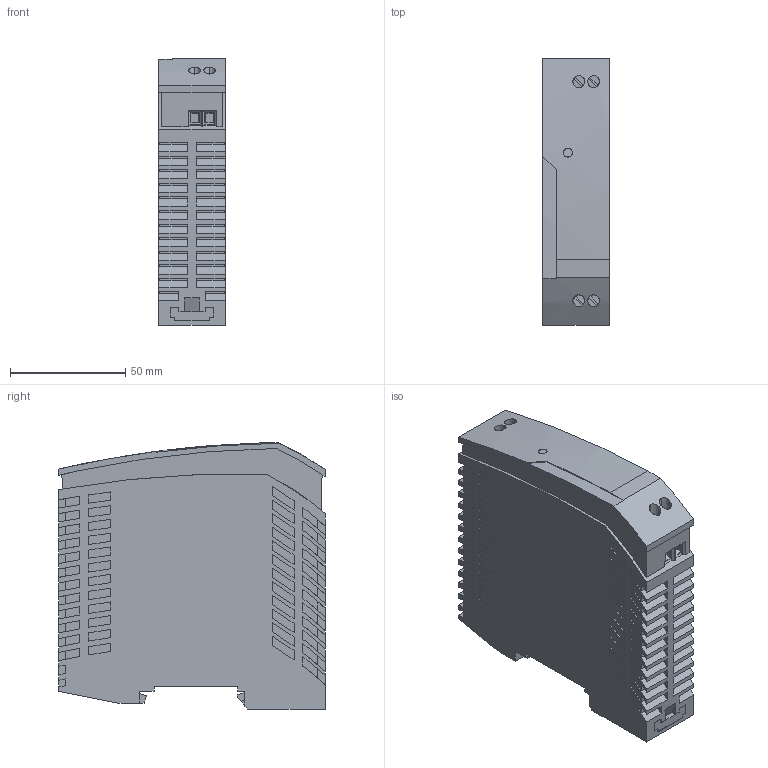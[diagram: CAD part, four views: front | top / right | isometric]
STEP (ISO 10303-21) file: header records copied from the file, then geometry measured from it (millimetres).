
FILE_DESCRIPTION(('FreeCAD Model'),'2;1');
FILE_NAME('Open CASCADE Shape Model','2025-04-30T06:42:17',('FreeCAD'),( 'FreeCAD'),'Open CASCADE STEP processor 7.6','FreeCAD','Unknown');
FILE_SCHEMA(('AUTOMOTIVE_DESIGN { 1 0 10303 214 1 1 1 1 }'));
Length unit declared in the file: millimetre
Products named in the file (1): Open CASCADE STEP translator 7.6 1
Bounding box: 28.95 x 115.8 x 115.64 mm (x, y, z)
Volume: 342944.8 mm3; surface area: 45212.9 mm2
Topology: 1 solids, 1 shells, 728 faces, 1986 edges, 1316 vertices
Faces by surface type: bspline 728
Entity records: 20999 total; most frequent: CARTESIAN_POINT 9463, ORIENTED_EDGE 3972, EDGE_CURVE 1986, B_SPLINE_CURVE_WITH_KNOTS 1436, VERTEX_POINT 1316, FACE_BOUND 784, EDGE_LOOP 784, ADVANCED_FACE 728
